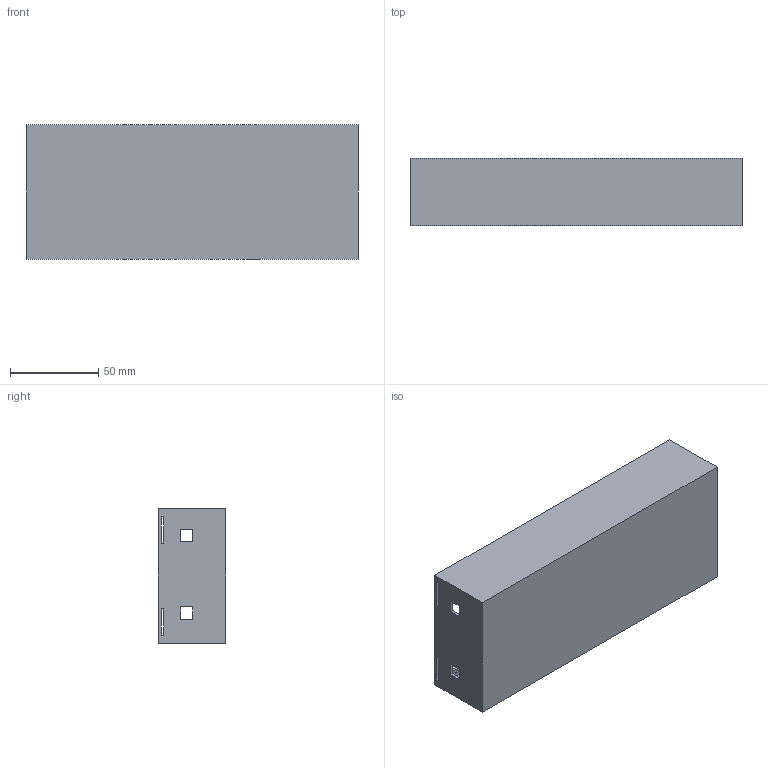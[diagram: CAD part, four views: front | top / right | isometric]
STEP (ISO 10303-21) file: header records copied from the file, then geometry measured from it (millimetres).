
FILE_DESCRIPTION (( 'STEP AP203' ), '1' );
FILE_NAME ('俋褲.STEP', '2024-01-20T12:36:23', ( '' ), ( '' ), 'SwSTEP 2.0', 'SolidWorks 2022', '' );
FILE_SCHEMA (( 'CONFIG_CONTROL_DESIGN' ));
Length unit declared in the file: millimetre
Products named in the file (1): 外壳
Bounding box: 188 x 38 x 76 mm (x, y, z)
Volume: 47685.6 mm3; surface area: 65073.5 mm2
Topology: 1 solids, 1 shells, 48 faces, 138 edges, 92 vertices
Faces by surface type: plane 44, cylinder 4
Entity records: 1647 total; most frequent: CARTESIAN_POINT 279, ORIENTED_EDGE 276, DIRECTION 244, EDGE_CURVE 138, LINE 130, VECTOR 130, VERTEX_POINT 92, EDGE_LOOP 58
